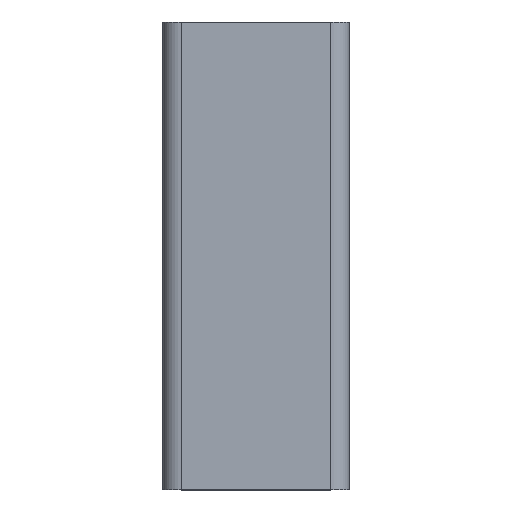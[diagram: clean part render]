
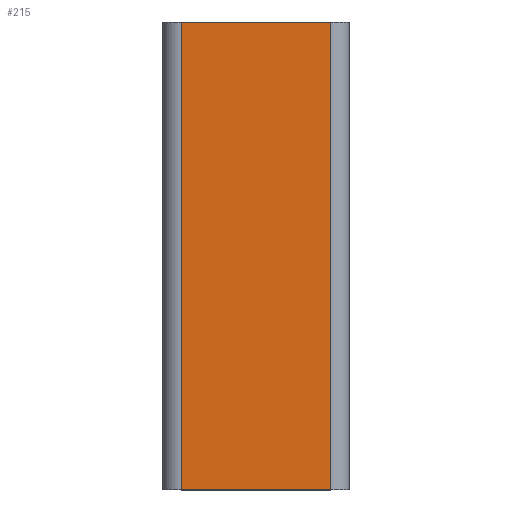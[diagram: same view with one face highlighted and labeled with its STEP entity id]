
A CAD part, top view. The second image highlights one B-rep face of the part: STEP entity #215.
In plain terms, the highlighted planar face has unit normal (0, 0, 1).
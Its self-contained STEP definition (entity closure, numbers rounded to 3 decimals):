
#215 = ADVANCED_FACE( '', ( #521 ), #522, .T. );
#521 = FACE_OUTER_BOUND( '', #916, .T. );
#522 = PLANE( '', #917 );
#916 = EDGE_LOOP( '', ( #1583, #1584, #1585, #1586 ) );
#917 = AXIS2_PLACEMENT_3D( '', #1587, #1588, #1589 );
#1583 = ORIENTED_EDGE( '', *, *, #2701, .F. );
#1584 = ORIENTED_EDGE( '', *, *, #2649, .F. );
#1585 = ORIENTED_EDGE( '', *, *, #2545, .T. );
#1586 = ORIENTED_EDGE( '', *, *, #2629, .T. );
#1587 = CARTESIAN_POINT( '', ( 16., 100., 20. ) );
#1588 = DIRECTION( '', ( 0., 0., 1. ) );
#1589 = DIRECTION( '', ( 0., -1., 0. ) );
#2545 = EDGE_CURVE( '', #3121, #3122, #3123, .T. );
#2629 = EDGE_CURVE( '', #3122, #3274, #3277, .T. );
#2649 = EDGE_CURVE( '', #3121, #3303, #3306, .T. );
#2701 = EDGE_CURVE( '', #3303, #3274, #3378, .T. );
#3121 = VERTEX_POINT( '', #3905 );
#3122 = VERTEX_POINT( '', #3906 );
#3123 = LINE( '', #3907, #3908 );
#3274 = VERTEX_POINT( '', #4099 );
#3277 = LINE( '', #4102, #4103 );
#3303 = VERTEX_POINT( '', #4139 );
#3306 = LINE( '', #4143, #4144 );
#3378 = LINE( '', #4242, #4243 );
#3905 = CARTESIAN_POINT( '', ( 16., 100., 20. ) );
#3906 = CARTESIAN_POINT( '', ( -16., 100., 20. ) );
#3907 = CARTESIAN_POINT( '', ( 16., 100., 20. ) );
#3908 = VECTOR( '', #4852, 1000. );
#4099 = CARTESIAN_POINT( '', ( -16., 0., 20. ) );
#4102 = CARTESIAN_POINT( '', ( -16., 100., 20. ) );
#4103 = VECTOR( '', #5004, 1000. );
#4139 = CARTESIAN_POINT( '', ( 16., 0., 20. ) );
#4143 = CARTESIAN_POINT( '', ( 16., 100., 20. ) );
#4144 = VECTOR( '', #5025, 1000. );
#4242 = CARTESIAN_POINT( '', ( 16., 0., 20. ) );
#4243 = VECTOR( '', #5079, 1000. );
#4852 = DIRECTION( '', ( -1., 0., 0. ) );
#5004 = DIRECTION( '', ( 0., -1., 0. ) );
#5025 = DIRECTION( '', ( 0., -1., 0. ) );
#5079 = DIRECTION( '', ( -1., 0., 0. ) );
